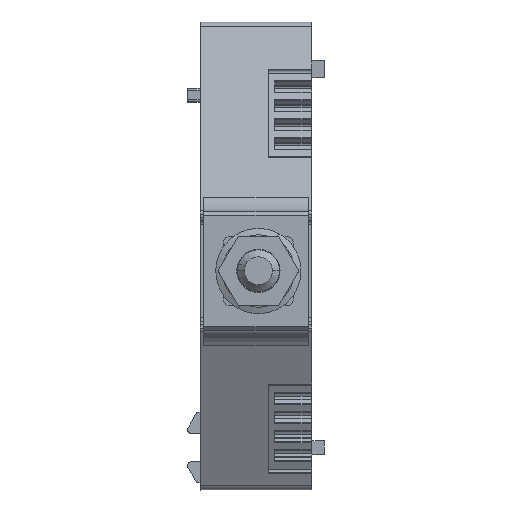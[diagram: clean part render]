
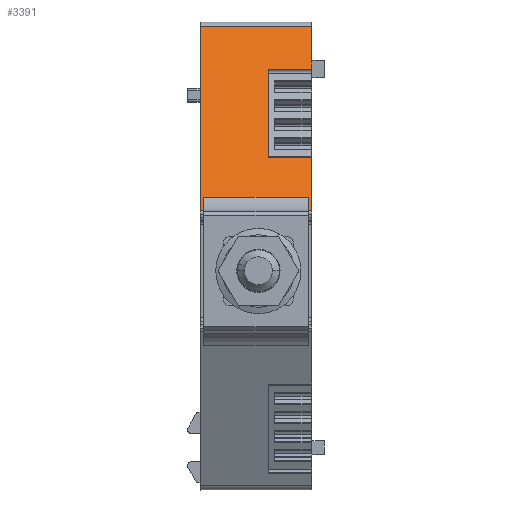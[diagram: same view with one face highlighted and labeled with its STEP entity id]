
A CAD part, top view. The second image highlights one B-rep face of the part: STEP entity #3391.
In plain terms, the highlighted planar face has unit normal (0, 0.478, 0.878).
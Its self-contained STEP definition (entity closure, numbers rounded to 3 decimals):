
#3325=AXIS2_PLACEMENT_3D('Plane Axis2P3D',#3322,#3323,#3324) ;
#1618=CARTESIAN_POINT('Vertex',(1.8,39.932,24.478)) ;
#1621=CARTESIAN_POINT('Line Origine',(1.8,53.152,17.288)) ;
#1625=CARTESIAN_POINT('Vertex',(1.8,66.373,10.098)) ;
#2255=CARTESIAN_POINT('Vertex',(17.8,66.373,10.098)) ;
#2258=CARTESIAN_POINT('Line Origine',(17.8,63.311,11.763)) ;
#2262=CARTESIAN_POINT('Vertex',(17.8,60.25,13.428)) ;
#2395=CARTESIAN_POINT('Vertex',(17.8,47.599,20.308)) ;
#2398=CARTESIAN_POINT('Line Origine',(17.8,43.765,22.393)) ;
#2402=CARTESIAN_POINT('Vertex',(17.8,39.932,24.478)) ;
#3303=CARTESIAN_POINT('Line Origine',(9.8,39.932,24.478)) ;
#3307=CARTESIAN_POINT('Vertex',(2.3,39.932,24.478)) ;
#3322=CARTESIAN_POINT('Axis2P3D Location',(9.8,39.8,24.55)) ;
#3327=CARTESIAN_POINT('Line Origine',(17.55,39.932,24.478)) ;
#3331=CARTESIAN_POINT('Vertex',(17.3,39.932,24.478)) ;
#3334=CARTESIAN_POINT('Line Origine',(14.7,47.599,20.308)) ;
#3338=CARTESIAN_POINT('Vertex',(11.6,47.599,20.308)) ;
#3341=CARTESIAN_POINT('Line Origine',(11.6,53.925,16.868)) ;
#3345=CARTESIAN_POINT('Vertex',(11.6,60.25,13.428)) ;
#3348=CARTESIAN_POINT('Line Origine',(14.7,60.25,13.428)) ;
#3353=CARTESIAN_POINT('Line Origine',(9.8,66.373,10.098)) ;
#3358=CARTESIAN_POINT('Line Origine',(2.3,40.91,23.946)) ;
#3362=CARTESIAN_POINT('Vertex',(2.3,41.889,23.414)) ;
#3365=CARTESIAN_POINT('Line Origine',(9.8,41.889,23.414)) ;
#3369=CARTESIAN_POINT('Vertex',(17.3,41.889,23.414)) ;
#3372=CARTESIAN_POINT('Line Origine',(17.3,40.91,23.946)) ;
#1622=DIRECTION('Vector Direction',(0.,0.878,-0.478)) ;
#2259=DIRECTION('Vector Direction',(0.,0.878,-0.478)) ;
#2399=DIRECTION('Vector Direction',(0.,0.878,-0.478)) ;
#3304=DIRECTION('Vector Direction',(1.,0.,0.)) ;
#3323=DIRECTION('Axis2P3D Direction',(0.,-0.478,-0.878)) ;
#3324=DIRECTION('Axis2P3D XDirection',(0.,0.878,-0.478)) ;
#3328=DIRECTION('Vector Direction',(-1.,0.,0.)) ;
#3335=DIRECTION('Vector Direction',(-1.,0.,0.)) ;
#3342=DIRECTION('Vector Direction',(0.,0.878,-0.478)) ;
#3349=DIRECTION('Vector Direction',(-1.,0.,0.)) ;
#3354=DIRECTION('Vector Direction',(1.,0.,0.)) ;
#3359=DIRECTION('Vector Direction',(0.,0.878,-0.478)) ;
#3366=DIRECTION('Vector Direction',(-1.,0.,0.)) ;
#3373=DIRECTION('Vector Direction',(0.,0.878,-0.478)) ;
#1623=VECTOR('Line Direction',#1622,1.) ;
#2260=VECTOR('Line Direction',#2259,1.) ;
#2400=VECTOR('Line Direction',#2399,1.) ;
#3305=VECTOR('Line Direction',#3304,1.) ;
#3329=VECTOR('Line Direction',#3328,1.) ;
#3336=VECTOR('Line Direction',#3335,1.) ;
#3343=VECTOR('Line Direction',#3342,1.) ;
#3350=VECTOR('Line Direction',#3349,1.) ;
#3355=VECTOR('Line Direction',#3354,1.) ;
#3360=VECTOR('Line Direction',#3359,1.) ;
#3367=VECTOR('Line Direction',#3366,1.) ;
#3374=VECTOR('Line Direction',#3373,1.) ;
#3378=ORIENTED_EDGE('',*,*,#3333,.F.) ;
#3379=ORIENTED_EDGE('',*,*,#2404,.F.) ;
#3380=ORIENTED_EDGE('',*,*,#3340,.T.) ;
#3381=ORIENTED_EDGE('',*,*,#3347,.T.) ;
#3382=ORIENTED_EDGE('',*,*,#3352,.F.) ;
#3383=ORIENTED_EDGE('',*,*,#2264,.F.) ;
#3384=ORIENTED_EDGE('',*,*,#3357,.T.) ;
#3385=ORIENTED_EDGE('',*,*,#1627,.T.) ;
#3386=ORIENTED_EDGE('',*,*,#3309,.F.) ;
#3387=ORIENTED_EDGE('',*,*,#3364,.T.) ;
#3388=ORIENTED_EDGE('',*,*,#3371,.F.) ;
#3389=ORIENTED_EDGE('',*,*,#3376,.F.) ;
#3391=ADVANCED_FACE('V1',(#3390),#3326,.F.) ;
#1627=EDGE_CURVE('',#1626,#1619,#1624,.F.) ;
#2264=EDGE_CURVE('',#2256,#2263,#2261,.F.) ;
#2404=EDGE_CURVE('',#2396,#2403,#2401,.F.) ;
#3309=EDGE_CURVE('',#3308,#1619,#3306,.F.) ;
#3333=EDGE_CURVE('',#2403,#3332,#3330,.T.) ;
#3340=EDGE_CURVE('',#2396,#3339,#3337,.T.) ;
#3347=EDGE_CURVE('',#3339,#3346,#3344,.T.) ;
#3352=EDGE_CURVE('',#2263,#3346,#3351,.T.) ;
#3357=EDGE_CURVE('',#2256,#1626,#3356,.F.) ;
#3364=EDGE_CURVE('',#3308,#3363,#3361,.T.) ;
#3371=EDGE_CURVE('',#3370,#3363,#3368,.T.) ;
#3376=EDGE_CURVE('',#3332,#3370,#3375,.T.) ;
#3377=EDGE_LOOP('',(#3378,#3379,#3380,#3381,#3382,#3383,#3384,#3385,#3386,#3387,#3388,#3389)) ;
#3390=FACE_OUTER_BOUND('',#3377,.T.) ;
#1624=LINE('Line',#1621,#1623) ;
#2261=LINE('Line',#2258,#2260) ;
#2401=LINE('Line',#2398,#2400) ;
#3306=LINE('Line',#3303,#3305) ;
#3330=LINE('Line',#3327,#3329) ;
#3337=LINE('Line',#3334,#3336) ;
#3344=LINE('Line',#3341,#3343) ;
#3351=LINE('Line',#3348,#3350) ;
#3356=LINE('Line',#3353,#3355) ;
#3361=LINE('Line',#3358,#3360) ;
#3368=LINE('Line',#3365,#3367) ;
#3375=LINE('Line',#3372,#3374) ;
#3326=PLANE('',#3325) ;
#1619=VERTEX_POINT('',#1618) ;
#1626=VERTEX_POINT('',#1625) ;
#2256=VERTEX_POINT('',#2255) ;
#2263=VERTEX_POINT('',#2262) ;
#2396=VERTEX_POINT('',#2395) ;
#2403=VERTEX_POINT('',#2402) ;
#3308=VERTEX_POINT('',#3307) ;
#3332=VERTEX_POINT('',#3331) ;
#3339=VERTEX_POINT('',#3338) ;
#3346=VERTEX_POINT('',#3345) ;
#3363=VERTEX_POINT('',#3362) ;
#3370=VERTEX_POINT('',#3369) ;
